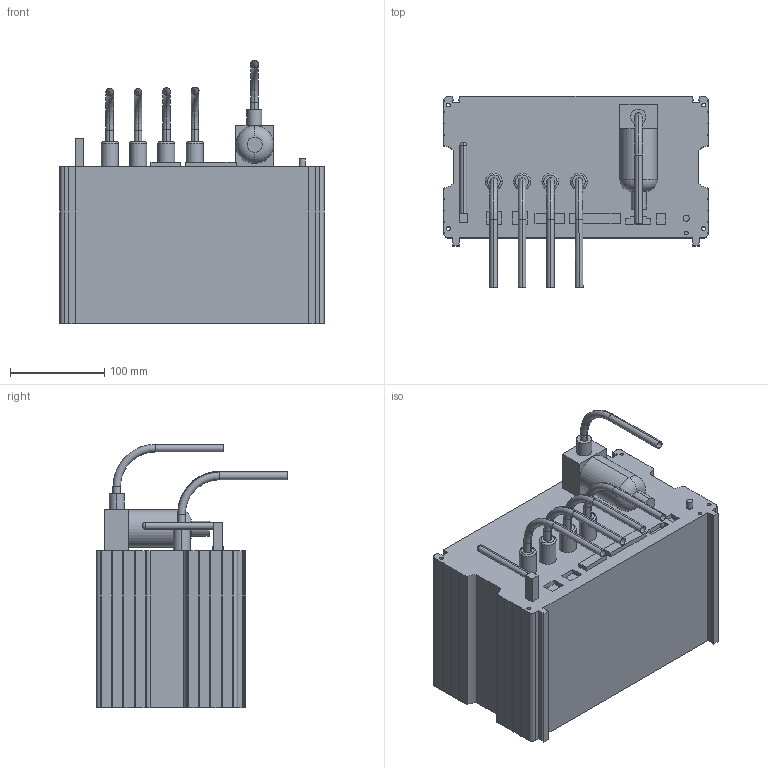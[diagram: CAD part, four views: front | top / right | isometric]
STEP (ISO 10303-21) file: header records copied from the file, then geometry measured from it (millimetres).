
FILE_DESCRIPTION (( 'STEP AP203' ), '1' );
FILE_NAME ('KA100.STEP', '2023-04-01T07:34:55', ( '' ), ( '' ), 'SwSTEP 2.0', 'SolidWorks 2017', '' );
FILE_SCHEMA (( 'CONFIG_CONTROL_DESIGN' ));
Length unit declared in the file: millimetre
Products named in the file (3): KA100; 8mm_hortum
Assembly tree (6 placements, depth 2):
  KA100
    KA100
    8mm_hortum  x5
Bounding box: 280 x 203.2 x 278.58 mm (x, y, z)
Volume: 6933117.5 mm3; surface area: 300855 mm2
Topology: 1 solids, 6 shells, 261 faces, 663 edges, 430 vertices
Faces by surface type: plane 145, cylinder 94, torus 22
Entity records: 7634 total; most frequent: DIRECTION 1281, CARTESIAN_POINT 1252, ORIENTED_EDGE 1210, EDGE_CURVE 607, AXIS2_PLACEMENT_3D 427, VECTOR 427, LINE 427, VERTEX_POINT 398
